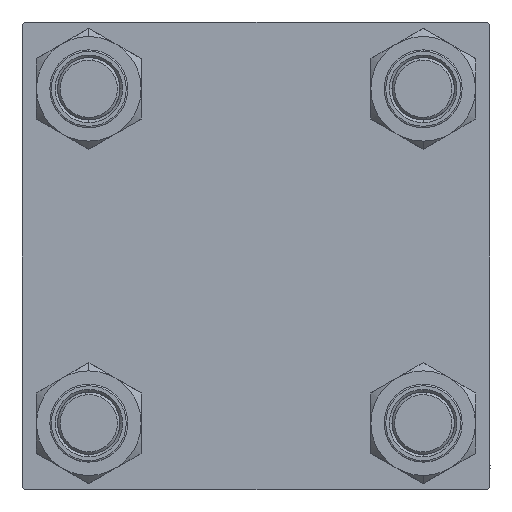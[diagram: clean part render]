
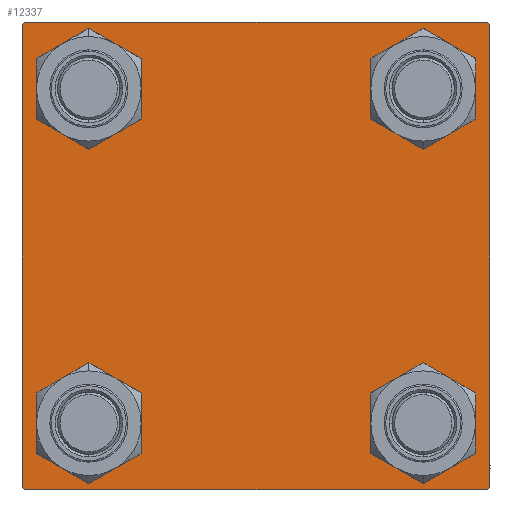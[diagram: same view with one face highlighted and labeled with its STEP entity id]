
A CAD part, left-side view. The second image highlights one B-rep face of the part: STEP entity #12337.
In plain terms, the highlighted planar face has unit normal (-1, 0, 0).
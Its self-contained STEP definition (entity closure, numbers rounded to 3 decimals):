
#433 = EDGE_CURVE ( 'NONE', #35479, #17199, #38579, .T. ) ;
#553 = CARTESIAN_POINT ( 'NONE',  ( 0., 45., -44.5 ) ) ;
#825 = CARTESIAN_POINT ( 'NONE',  ( 0., 32.15, 25.65 ) ) ;
#1131 = CARTESIAN_POINT ( 'NONE',  ( 0., -45., -44.5 ) ) ;
#1637 = CARTESIAN_POINT ( 'NONE',  ( 0., -32.15, 32.15 ) ) ;
#1684 = CARTESIAN_POINT ( 'NONE',  ( 0., 32.15, 32.15 ) ) ;
#1773 = FACE_BOUND ( 'NONE', #25563, .T. ) ;
#1789 = ORIENTED_EDGE ( 'NONE', *, *, #30052, .T. ) ;
#2002 = ORIENTED_EDGE ( 'NONE', *, *, #46126, .T. ) ;
#2144 = DIRECTION ( 'NONE',  ( 1., 0., 0. ) ) ;
#2399 = DIRECTION ( 'NONE',  ( 1., 0., 0. ) ) ;
#2682 = LINE ( 'NONE', #15491, #21937 ) ;
#2815 = LINE ( 'NONE', #5896, #27395 ) ;
#3123 = ORIENTED_EDGE ( 'NONE', *, *, #50706, .T. ) ;
#3181 = DIRECTION ( 'NONE',  ( 0., 0., 1. ) ) ;
#3296 = CARTESIAN_POINT ( 'NONE',  ( 0., 45., 45. ) ) ;
#3491 = EDGE_CURVE ( 'NONE', #19444, #37259, #18047, .T. ) ;
#3591 = DIRECTION ( 'NONE',  ( 1., 0., 0. ) ) ;
#4446 = CARTESIAN_POINT ( 'NONE',  ( 0., -32.15, -25.65 ) ) ;
#4573 = CARTESIAN_POINT ( 'NONE',  ( 0., 44.5, 45. ) ) ;
#4640 = ORIENTED_EDGE ( 'NONE', *, *, #29407, .F. ) ;
#5896 = CARTESIAN_POINT ( 'NONE',  ( 0., -44.75, -44.75 ) ) ;
#6168 = ORIENTED_EDGE ( 'NONE', *, *, #33694, .F. ) ;
#7272 = CIRCLE ( 'NONE', #8918, 6.5 ) ;
#7494 = ORIENTED_EDGE ( 'NONE', *, *, #3491, .T. ) ;
#8073 = CARTESIAN_POINT ( 'NONE',  ( 0., -32.15, -32.15 ) ) ;
#8605 = ORIENTED_EDGE ( 'NONE', *, *, #24057, .T. ) ;
#8904 = CARTESIAN_POINT ( 'NONE',  ( 0., -44.5, 45. ) ) ;
#8918 = AXIS2_PLACEMENT_3D ( 'NONE', #1684, #40489, #35434 ) ;
#8980 = FACE_BOUND ( 'NONE', #42643, .T. ) ;
#10364 = CARTESIAN_POINT ( 'NONE',  ( 0., 32.15, -25.65 ) ) ;
#10599 = CARTESIAN_POINT ( 'NONE',  ( 0., 45., 45. ) ) ;
#11852 = CARTESIAN_POINT ( 'NONE',  ( 0., -32.15, -38.65 ) ) ;
#12052 = ORIENTED_EDGE ( 'NONE', *, *, #27096, .T. ) ;
#12337 = ADVANCED_FACE ( 'NONE', ( #1773, #16673, #36974, #8980, #24657 ), #13081, .T. ) ;
#12642 = CARTESIAN_POINT ( 'NONE',  ( 0., 32.15, -38.65 ) ) ;
#12686 = EDGE_CURVE ( 'NONE', #36941, #35479, #2682, .T. ) ;
#13081 = PLANE ( 'NONE',  #24395 ) ;
#13812 = CARTESIAN_POINT ( 'NONE',  ( 0., -32.15, 32.15 ) ) ;
#14620 = CARTESIAN_POINT ( 'NONE',  ( 0., 44.5, -45. ) ) ;
#14725 = DIRECTION ( 'NONE',  ( 0., 0., 1. ) ) ;
#15491 = CARTESIAN_POINT ( 'NONE',  ( 0., 44.75, 44.75 ) ) ;
#15883 = EDGE_LOOP ( 'NONE', ( #48033, #3123 ) ) ;
#16673 = FACE_BOUND ( 'NONE', #23290, .T. ) ;
#17199 = VERTEX_POINT ( 'NONE', #553 ) ;
#17212 = LINE ( 'NONE', #32887, #33488 ) ;
#17302 = DIRECTION ( 'NONE',  ( 1., 0., 0. ) ) ;
#17316 = CARTESIAN_POINT ( 'NONE',  ( 0., -32.15, 25.65 ) ) ;
#17659 = DIRECTION ( 'NONE',  ( 1., 0., 0. ) ) ;
#17940 = VERTEX_POINT ( 'NONE', #35772 ) ;
#18047 = LINE ( 'NONE', #33463, #35694 ) ;
#18063 = DIRECTION ( 'NONE',  ( 0., 0., 1. ) ) ;
#18784 = VERTEX_POINT ( 'NONE', #17316 ) ;
#19444 = VERTEX_POINT ( 'NONE', #23597 ) ;
#19695 = LINE ( 'NONE', #27673, #47891 ) ;
#19742 = VERTEX_POINT ( 'NONE', #4446 ) ;
#20038 = CIRCLE ( 'NONE', #37239, 6.5 ) ;
#20318 = AXIS2_PLACEMENT_3D ( 'NONE', #8073, #23223, #34784 ) ;
#20482 = DIRECTION ( 'NONE',  ( 0., 0., 1. ) ) ;
#21041 = CARTESIAN_POINT ( 'NONE',  ( 0., 0., 0. ) ) ;
#21667 = CARTESIAN_POINT ( 'NONE',  ( 0., 32.15, -32.15 ) ) ;
#21924 = CARTESIAN_POINT ( 'NONE',  ( 0., 32.15, -32.15 ) ) ;
#21937 = VECTOR ( 'NONE', #50714, 1000. ) ;
#22336 = DIRECTION ( 'NONE',  ( 0., -0.707, 0.707 ) ) ;
#22915 = VERTEX_POINT ( 'NONE', #1131 ) ;
#23223 = DIRECTION ( 'NONE',  ( 1., 0., 0. ) ) ;
#23290 = EDGE_LOOP ( 'NONE', ( #25880, #29662 ) ) ;
#23597 = CARTESIAN_POINT ( 'NONE',  ( 0., -45., 44.5 ) ) ;
#24057 = EDGE_CURVE ( 'NONE', #50409, #25947, #24960, .T. ) ;
#24395 = AXIS2_PLACEMENT_3D ( 'NONE', #21041, #40843, #36717 ) ;
#24657 = FACE_OUTER_BOUND ( 'NONE', #41296, .T. ) ;
#24960 = LINE ( 'NONE', #35061, #41254 ) ;
#25038 = ORIENTED_EDGE ( 'NONE', *, *, #49027, .T. ) ;
#25053 = VERTEX_POINT ( 'NONE', #825 ) ;
#25563 = EDGE_LOOP ( 'NONE', ( #25038, #1789 ) ) ;
#25880 = ORIENTED_EDGE ( 'NONE', *, *, #43163, .T. ) ;
#25947 = VERTEX_POINT ( 'NONE', #48880 ) ;
#26292 = EDGE_CURVE ( 'NONE', #42302, #38467, #43785, .T. ) ;
#27096 = EDGE_CURVE ( 'NONE', #25053, #17940, #20038, .T. ) ;
#27395 = VECTOR ( 'NONE', #22336, 1000. ) ;
#27533 = VECTOR ( 'NONE', #50317, 1000. ) ;
#27673 = CARTESIAN_POINT ( 'NONE',  ( 0., -45., 45. ) ) ;
#28821 = EDGE_CURVE ( 'NONE', #25947, #22915, #2815, .T. ) ;
#29407 = EDGE_CURVE ( 'NONE', #19444, #22915, #19695, .T. ) ;
#29662 = ORIENTED_EDGE ( 'NONE', *, *, #32524, .T. ) ;
#29770 = ORIENTED_EDGE ( 'NONE', *, *, #41074, .T. ) ;
#30052 = EDGE_CURVE ( 'NONE', #18784, #44351, #47086, .T. ) ;
#30114 = DIRECTION ( 'NONE',  ( 0., 0., -1. ) ) ;
#30452 = CIRCLE ( 'NONE', #40282, 6.5 ) ;
#31323 = DIRECTION ( 'NONE',  ( 0., 0., 1. ) ) ;
#31489 = AXIS2_PLACEMENT_3D ( 'NONE', #21667, #2144, #14725 ) ;
#31891 = CARTESIAN_POINT ( 'NONE',  ( 0., -32.15, 38.65 ) ) ;
#32383 = CIRCLE ( 'NONE', #47199, 6.5 ) ;
#32524 = EDGE_CURVE ( 'NONE', #40073, #19742, #32383, .T. ) ;
#32887 = CARTESIAN_POINT ( 'NONE',  ( 0., 44.75, -44.75 ) ) ;
#32948 = DIRECTION ( 'NONE',  ( 0., 0.707, 0.707 ) ) ;
#32953 = ORIENTED_EDGE ( 'NONE', *, *, #433, .T. ) ;
#33231 = CARTESIAN_POINT ( 'NONE',  ( 0., 45., 44.5 ) ) ;
#33463 = CARTESIAN_POINT ( 'NONE',  ( 0., -44.75, 44.75 ) ) ;
#33488 = VECTOR ( 'NONE', #48581, 1000. ) ;
#33694 = EDGE_CURVE ( 'NONE', #36941, #37259, #38493, .T. ) ;
#34784 = DIRECTION ( 'NONE',  ( 0., 0., 1. ) ) ;
#34855 = DIRECTION ( 'NONE',  ( 0., 0., -1. ) ) ;
#35061 = CARTESIAN_POINT ( 'NONE',  ( 0., 45., -45. ) ) ;
#35292 = AXIS2_PLACEMENT_3D ( 'NONE', #1637, #17302, #3181 ) ;
#35434 = DIRECTION ( 'NONE',  ( 0., 0., 1. ) ) ;
#35479 = VERTEX_POINT ( 'NONE', #33231 ) ;
#35694 = VECTOR ( 'NONE', #32948, 1000. ) ;
#35772 = CARTESIAN_POINT ( 'NONE',  ( 0., 32.15, 38.65 ) ) ;
#36404 = DIRECTION ( 'NONE',  ( 1., 0., 0. ) ) ;
#36717 = DIRECTION ( 'NONE',  ( 0., 0., 1. ) ) ;
#36941 = VERTEX_POINT ( 'NONE', #4573 ) ;
#36974 = FACE_BOUND ( 'NONE', #15883, .T. ) ;
#37239 = AXIS2_PLACEMENT_3D ( 'NONE', #39763, #36404, #20482 ) ;
#37259 = VERTEX_POINT ( 'NONE', #8904 ) ;
#38467 = VERTEX_POINT ( 'NONE', #12642 ) ;
#38493 = LINE ( 'NONE', #3296, #27533 ) ;
#38579 = LINE ( 'NONE', #10599, #47082 ) ;
#38593 = CIRCLE ( 'NONE', #35292, 6.5 ) ;
#39535 = ORIENTED_EDGE ( 'NONE', *, *, #28821, .T. ) ;
#39763 = CARTESIAN_POINT ( 'NONE',  ( 0., 32.15, 32.15 ) ) ;
#40073 = VERTEX_POINT ( 'NONE', #11852 ) ;
#40282 = AXIS2_PLACEMENT_3D ( 'NONE', #21924, #2399, #18063 ) ;
#40489 = DIRECTION ( 'NONE',  ( 1., 0., 0. ) ) ;
#40843 = DIRECTION ( 'NONE',  ( -1., 0., 0. ) ) ;
#41074 = EDGE_CURVE ( 'NONE', #17199, #50409, #17212, .T. ) ;
#41254 = VECTOR ( 'NONE', #43557, 1000. ) ;
#41296 = EDGE_LOOP ( 'NONE', ( #32953, #29770, #8605, #39535, #4640, #7494, #6168, #41828 ) ) ;
#41828 = ORIENTED_EDGE ( 'NONE', *, *, #12686, .T. ) ;
#42302 = VERTEX_POINT ( 'NONE', #10364 ) ;
#42643 = EDGE_LOOP ( 'NONE', ( #2002, #12052 ) ) ;
#43163 = EDGE_CURVE ( 'NONE', #19742, #40073, #49060, .T. ) ;
#43557 = DIRECTION ( 'NONE',  ( 0., -1., 0. ) ) ;
#43785 = CIRCLE ( 'NONE', #31489, 6.5 ) ;
#44351 = VERTEX_POINT ( 'NONE', #31891 ) ;
#46126 = EDGE_CURVE ( 'NONE', #17940, #25053, #7272, .T. ) ;
#47082 = VECTOR ( 'NONE', #30114, 1000. ) ;
#47086 = CIRCLE ( 'NONE', #47129, 6.5 ) ;
#47129 = AXIS2_PLACEMENT_3D ( 'NONE', #13812, #17659, #48277 ) ;
#47199 = AXIS2_PLACEMENT_3D ( 'NONE', #50870, #3591, #31323 ) ;
#47891 = VECTOR ( 'NONE', #34855, 1000. ) ;
#48033 = ORIENTED_EDGE ( 'NONE', *, *, #26292, .T. ) ;
#48277 = DIRECTION ( 'NONE',  ( 0., 0., 1. ) ) ;
#48581 = DIRECTION ( 'NONE',  ( 0., -0.707, -0.707 ) ) ;
#48880 = CARTESIAN_POINT ( 'NONE',  ( 0., -44.5, -45. ) ) ;
#49027 = EDGE_CURVE ( 'NONE', #44351, #18784, #38593, .T. ) ;
#49060 = CIRCLE ( 'NONE', #20318, 6.5 ) ;
#50317 = DIRECTION ( 'NONE',  ( 0., -1., 0. ) ) ;
#50409 = VERTEX_POINT ( 'NONE', #14620 ) ;
#50706 = EDGE_CURVE ( 'NONE', #38467, #42302, #30452, .T. ) ;
#50714 = DIRECTION ( 'NONE',  ( 0., 0.707, -0.707 ) ) ;
#50870 = CARTESIAN_POINT ( 'NONE',  ( 0., -32.15, -32.15 ) ) ;
